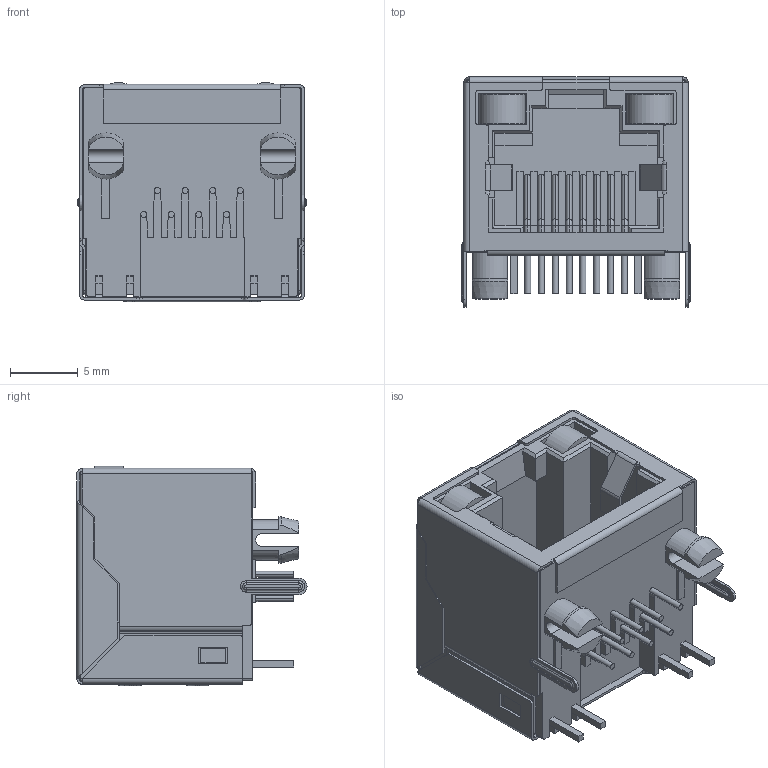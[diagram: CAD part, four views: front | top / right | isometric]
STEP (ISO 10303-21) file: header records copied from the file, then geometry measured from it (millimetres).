
FILE_DESCRIPTION((''),'2;1');
FILE_NAME('DGKYD561188AB1A1DY128','2023-02-07T16:46:47',('Administrator'),(''),'CREO PARAMETRIC BY PTC INC, 2019010','CREO PARAMETRIC BY PTC INC, 2019010','');
FILE_SCHEMA(('CONFIG_CONTROL_DESIGN'));
Length unit declared in the file: millimetre
Products named in the file (1): DGKYD561188AB1A1DY128
Bounding box: 16.9 x 17 x 16.2 mm (x, y, z)
Volume: 1866.8 mm3; surface area: 4883.2 mm2
Topology: 1 solids, 1 shells, 716 faces, 1944 edges, 1240 vertices
Faces by surface type: plane 446, cylinder 176, torus 56, bspline 32, cone 4, sphere 2
Entity records: 23601 total; most frequent: CARTESIAN_POINT 5280, ORIENTED_EDGE 3884, DIRECTION 3754, EDGE_CURVE 1942, VECTOR 1424, LINE 1424, VERTEX_POINT 1240, AXIS2_PLACEMENT_3D 1165
